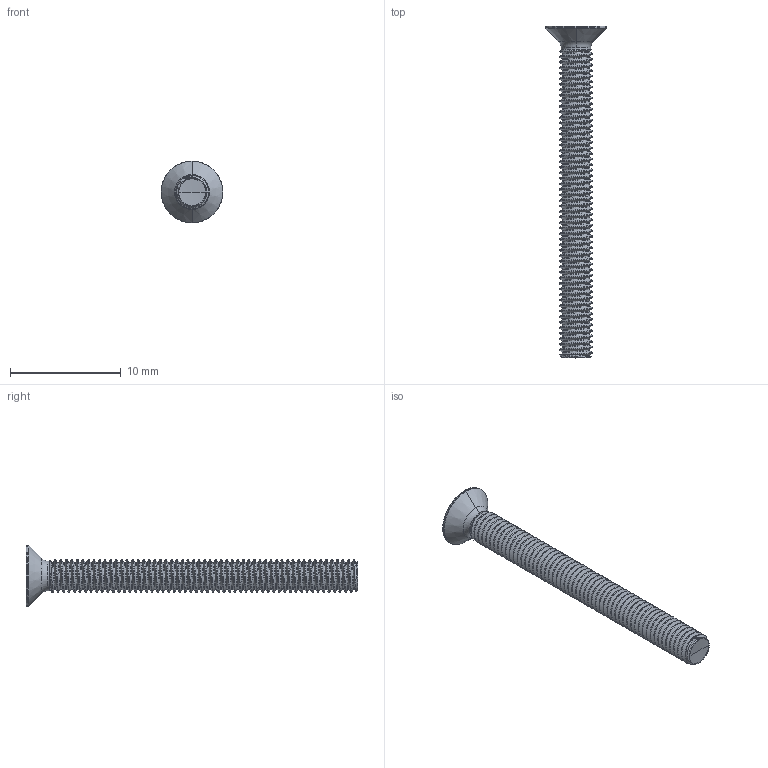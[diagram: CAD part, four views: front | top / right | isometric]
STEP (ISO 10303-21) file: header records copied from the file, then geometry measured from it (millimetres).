
FILE_DESCRIPTION (( 'STEP AP203' ), '1' );
FILE_NAME ('STM330300300.STEP', '2019-03-16T02:24:52', ( '' ), ( '' ), 'SwSTEP 2.0', 'SolidWorks 2015', '' );
FILE_SCHEMA (( 'CONFIG_CONTROL_DESIGN' ));
Length unit declared in the file: millimetre
Products named in the file (1): STM330300300
Bounding box: 5.6 x 30 x 5.6 mm (x, y, z)
Volume: 184 mm3; surface area: 468.1 mm2
Topology: 1 solids, 1 shells, 268 faces, 679 edges, 412 vertices
Faces by surface type: cylinder 154, bspline 46, sphere 26, plane 24, cone 10, torus 8
Entity records: 32163 total; most frequent: CARTESIAN_POINT 26671, ORIENTED_EDGE 1354, DIRECTION 931, EDGE_CURVE 677, VERTEX_POINT 412, AXIS2_PLACEMENT_3D 365, EDGE_LOOP 269, FACE_OUTER_BOUND 268
